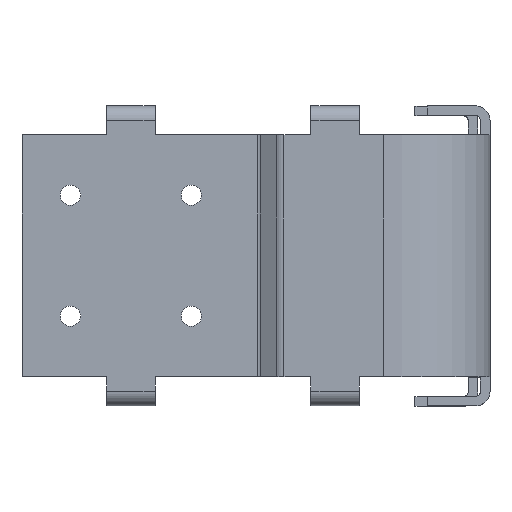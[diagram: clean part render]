
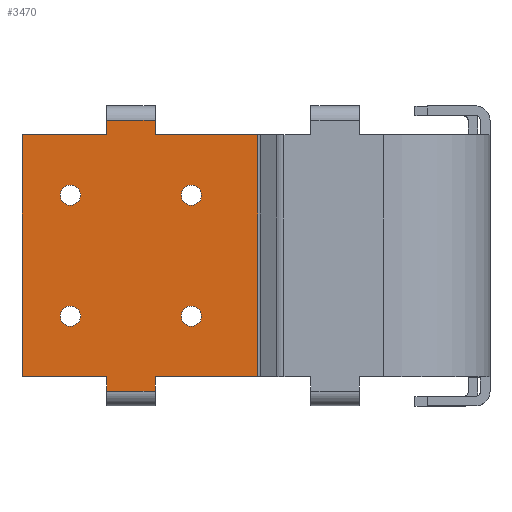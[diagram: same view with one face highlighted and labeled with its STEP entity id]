
A CAD part, top view. The second image highlights one B-rep face of the part: STEP entity #3470.
In plain terms, the highlighted planar face has unit normal (0, 0, 1).
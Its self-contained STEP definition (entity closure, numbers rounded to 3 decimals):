
#2514=CARTESIAN_POINT('',(27.5,25.,2.));
#2515=VERTEX_POINT('',#2514);
#2522=CARTESIAN_POINT('',(48.732,25.,2.));
#2523=VERTEX_POINT('',#2522);
#2524=CARTESIAN_POINT('',(-166.,25.,2.));
#2525=DIRECTION('',(1.,0.,-0.));
#2526=VECTOR('',#2525,212.321);
#2527=LINE('',#2524,#2526);
#2528=EDGE_CURVE('',#2515,#2523,#2527,.T.);
#2594=CARTESIAN_POINT('',(48.732,-25.,2.));
#2595=VERTEX_POINT('',#2594);
#2596=CARTESIAN_POINT('',(48.732,250.,2.));
#2597=DIRECTION('',(0.,-1.,0.));
#2598=VECTOR('',#2597,500.);
#2599=LINE('',#2596,#2598);
#2600=EDGE_CURVE('',#2523,#2595,#2599,.T.);
#2795=CARTESIAN_POINT('',(27.5,-25.,2.));
#2796=VERTEX_POINT('',#2795);
#2797=CARTESIAN_POINT('',(239.821,-25.,2.));
#2798=DIRECTION('',(-1.,0.,0.));
#2799=VECTOR('',#2798,212.321);
#2800=LINE('',#2797,#2799);
#2801=EDGE_CURVE('',#2595,#2796,#2800,.T.);
#2945=CARTESIAN_POINT('',(17.5,28.,2.));
#2946=VERTEX_POINT('',#2945);
#2947=CARTESIAN_POINT('',(27.5,28.,2.));
#2948=VERTEX_POINT('',#2947);
#2949=CARTESIAN_POINT('',(-72.5,28.,2.));
#2950=DIRECTION('',(1.,0.,-0.));
#2951=VECTOR('',#2950,100.);
#2952=LINE('',#2949,#2951);
#2953=EDGE_CURVE('',#2946,#2948,#2952,.T.);
#3104=CARTESIAN_POINT('',(27.5,-28.,2.));
#3105=VERTEX_POINT('',#3104);
#3106=CARTESIAN_POINT('',(17.5,-28.,2.));
#3107=VERTEX_POINT('',#3106);
#3108=CARTESIAN_POINT('',(117.5,-28.,2.));
#3109=DIRECTION('',(-1.,0.,0.));
#3110=VECTOR('',#3109,100.);
#3111=LINE('',#3108,#3110);
#3112=EDGE_CURVE('',#3105,#3107,#3111,.T.);
#3137=CARTESIAN_POINT('',(-0.,-25.,2.));
#3138=VERTEX_POINT('',#3137);
#3139=CARTESIAN_POINT('',(-0.,25.,2.));
#3140=VERTEX_POINT('',#3139);
#3141=CARTESIAN_POINT('',(-0.,-250.,2.));
#3142=DIRECTION('',(0.,1.,0.));
#3143=VECTOR('',#3142,500.);
#3144=LINE('',#3141,#3143);
#3145=EDGE_CURVE('',#3138,#3140,#3144,.T.);
#3168=CARTESIAN_POINT('',(17.5,25.,2.));
#3169=VERTEX_POINT('',#3168);
#3170=CARTESIAN_POINT('',(-157.5,25.,2.));
#3171=DIRECTION('',(1.,0.,-0.));
#3172=VECTOR('',#3171,175.);
#3173=LINE('',#3170,#3172);
#3174=EDGE_CURVE('',#3140,#3169,#3173,.T.);
#3192=CARTESIAN_POINT('',(17.5,-2.,2.));
#3193=DIRECTION('',(0.,1.,0.));
#3194=VECTOR('',#3193,30.);
#3195=LINE('',#3192,#3194);
#3196=EDGE_CURVE('',#3169,#2946,#3195,.T.);
#3213=CARTESIAN_POINT('',(27.5,55.,2.));
#3214=DIRECTION('',(0.,-1.,0.));
#3215=VECTOR('',#3214,30.);
#3216=LINE('',#3213,#3215);
#3217=EDGE_CURVE('',#2948,#2515,#3216,.T.);
#3234=CARTESIAN_POINT('',(27.5,2.,2.));
#3235=DIRECTION('',(0.,-1.,0.));
#3236=VECTOR('',#3235,30.);
#3237=LINE('',#3234,#3236);
#3238=EDGE_CURVE('',#2796,#3105,#3237,.T.);
#3255=CARTESIAN_POINT('',(17.5,-25.,2.));
#3256=VERTEX_POINT('',#3255);
#3257=CARTESIAN_POINT('',(17.5,-55.,2.));
#3258=DIRECTION('',(0.,1.,0.));
#3259=VECTOR('',#3258,30.);
#3260=LINE('',#3257,#3259);
#3261=EDGE_CURVE('',#3107,#3256,#3260,.T.);
#3283=CARTESIAN_POINT('',(175.,-25.,2.));
#3284=DIRECTION('',(-1.,0.,0.));
#3285=VECTOR('',#3284,175.);
#3286=LINE('',#3283,#3285);
#3287=EDGE_CURVE('',#3256,#3138,#3286,.T.);
#3300=CARTESIAN_POINT('',(7.9,12.5,2.));
#3301=VERTEX_POINT('',#3300);
#3308=CARTESIAN_POINT('',(12.1,12.5,2.));
#3309=VERTEX_POINT('',#3308);
#3310=CARTESIAN_POINT('',(10.,12.5,2.));
#3311=DIRECTION('',(0.,0.,1.));
#3312=DIRECTION('',(1.,0.,-0.));
#3313=AXIS2_PLACEMENT_3D('',#3310,#3311,#3312);
#3314=CIRCLE('',#3313,2.1);
#3315=EDGE_CURVE('',#3301,#3309,#3314,.T.);
#3317=CARTESIAN_POINT('',(10.,12.5,2.));
#3318=DIRECTION('',(0.,0.,1.));
#3319=DIRECTION('',(1.,0.,-0.));
#3320=AXIS2_PLACEMENT_3D('',#3317,#3318,#3319);
#3321=CIRCLE('',#3320,2.1);
#3322=EDGE_CURVE('',#3309,#3301,#3321,.T.);
#3335=CARTESIAN_POINT('',(32.9,-12.5,2.));
#3336=VERTEX_POINT('',#3335);
#3343=CARTESIAN_POINT('',(37.1,-12.5,2.));
#3344=VERTEX_POINT('',#3343);
#3345=CARTESIAN_POINT('',(35.,-12.5,2.));
#3346=DIRECTION('',(0.,0.,1.));
#3347=DIRECTION('',(1.,0.,-0.));
#3348=AXIS2_PLACEMENT_3D('',#3345,#3346,#3347);
#3349=CIRCLE('',#3348,2.1);
#3350=EDGE_CURVE('',#3336,#3344,#3349,.T.);
#3352=CARTESIAN_POINT('',(35.,-12.5,2.));
#3353=DIRECTION('',(0.,0.,1.));
#3354=DIRECTION('',(1.,0.,-0.));
#3355=AXIS2_PLACEMENT_3D('',#3352,#3353,#3354);
#3356=CIRCLE('',#3355,2.1);
#3357=EDGE_CURVE('',#3344,#3336,#3356,.T.);
#3370=CARTESIAN_POINT('',(7.9,-12.5,2.));
#3371=VERTEX_POINT('',#3370);
#3378=CARTESIAN_POINT('',(12.1,-12.5,2.));
#3379=VERTEX_POINT('',#3378);
#3380=CARTESIAN_POINT('',(10.,-12.5,2.));
#3381=DIRECTION('',(0.,0.,1.));
#3382=DIRECTION('',(1.,0.,-0.));
#3383=AXIS2_PLACEMENT_3D('',#3380,#3381,#3382);
#3384=CIRCLE('',#3383,2.1);
#3385=EDGE_CURVE('',#3371,#3379,#3384,.T.);
#3387=CARTESIAN_POINT('',(10.,-12.5,2.));
#3388=DIRECTION('',(0.,0.,1.));
#3389=DIRECTION('',(1.,0.,-0.));
#3390=AXIS2_PLACEMENT_3D('',#3387,#3388,#3389);
#3391=CIRCLE('',#3390,2.1);
#3392=EDGE_CURVE('',#3379,#3371,#3391,.T.);
#3405=CARTESIAN_POINT('',(32.9,12.5,2.));
#3406=VERTEX_POINT('',#3405);
#3413=CARTESIAN_POINT('',(37.1,12.5,2.));
#3414=VERTEX_POINT('',#3413);
#3415=CARTESIAN_POINT('',(35.,12.5,2.));
#3416=DIRECTION('',(0.,0.,1.));
#3417=DIRECTION('',(1.,0.,-0.));
#3418=AXIS2_PLACEMENT_3D('',#3415,#3416,#3417);
#3419=CIRCLE('',#3418,2.1);
#3420=EDGE_CURVE('',#3406,#3414,#3419,.T.);
#3422=CARTESIAN_POINT('',(35.,12.5,2.));
#3423=DIRECTION('',(0.,0.,1.));
#3424=DIRECTION('',(1.,0.,-0.));
#3425=AXIS2_PLACEMENT_3D('',#3422,#3423,#3424);
#3426=CIRCLE('',#3425,2.1);
#3427=EDGE_CURVE('',#3414,#3406,#3426,.T.);
#3435=CARTESIAN_POINT('',(24.386,0.,2.));
#3436=DIRECTION('',(0.,0.,1.));
#3437=DIRECTION('',(1.,0.,0.));
#3438=AXIS2_PLACEMENT_3D('',#3435,#3436,#3437);
#3439=PLANE('',#3438);
#3440=ORIENTED_EDGE('',*,*,#2600,.F.);
#3441=ORIENTED_EDGE('',*,*,#2528,.F.);
#3442=ORIENTED_EDGE('',*,*,#3217,.F.);
#3443=ORIENTED_EDGE('',*,*,#2953,.F.);
#3444=ORIENTED_EDGE('',*,*,#3196,.F.);
#3445=ORIENTED_EDGE('',*,*,#3174,.F.);
#3446=ORIENTED_EDGE('',*,*,#3145,.F.);
#3447=ORIENTED_EDGE('',*,*,#3287,.F.);
#3448=ORIENTED_EDGE('',*,*,#3261,.F.);
#3449=ORIENTED_EDGE('',*,*,#3112,.F.);
#3450=ORIENTED_EDGE('',*,*,#3238,.F.);
#3451=ORIENTED_EDGE('',*,*,#2801,.F.);
#3452=EDGE_LOOP('',(#3440,#3441,#3442,#3443,#3444,#3445,#3446,#3447,#3448,#3449,#3450,#3451));
#3453=FACE_BOUND('',#3452,.T.);
#3454=ORIENTED_EDGE('',*,*,#3420,.F.);
#3455=ORIENTED_EDGE('',*,*,#3427,.F.);
#3456=EDGE_LOOP('',(#3454,#3455));
#3457=FACE_BOUND('',#3456,.T.);
#3458=ORIENTED_EDGE('',*,*,#3385,.F.);
#3459=ORIENTED_EDGE('',*,*,#3392,.F.);
#3460=EDGE_LOOP('',(#3458,#3459));
#3461=FACE_BOUND('',#3460,.T.);
#3462=ORIENTED_EDGE('',*,*,#3350,.F.);
#3463=ORIENTED_EDGE('',*,*,#3357,.F.);
#3464=EDGE_LOOP('',(#3462,#3463));
#3465=FACE_BOUND('',#3464,.T.);
#3466=ORIENTED_EDGE('',*,*,#3315,.F.);
#3467=ORIENTED_EDGE('',*,*,#3322,.F.);
#3468=EDGE_LOOP('',(#3466,#3467));
#3469=FACE_BOUND('',#3468,.T.);
#3470=ADVANCED_FACE('',(#3453,#3457,#3461,#3465,#3469),#3439,.T.);
